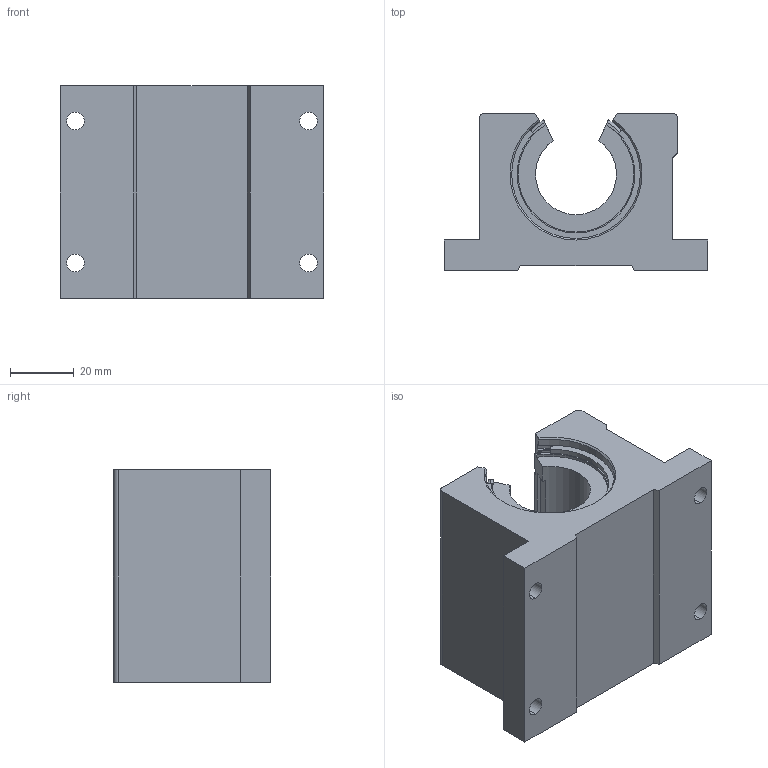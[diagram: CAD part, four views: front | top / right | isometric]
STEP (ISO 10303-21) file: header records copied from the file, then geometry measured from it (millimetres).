
FILE_DESCRIPTION (( 'STEP AP203' ), '1' );
FILE_NAME ('PillowBlock_28929DA96C.step', '2022-08-23T21:03:11', ( '' ), ( '' ), 'SwSTEP 2.0', 'SolidWorks 2019', '' );
FILE_SCHEMA (( 'CONFIG_CONTROL_DESIGN' ));
Length unit declared in the file: inch
Products named in the file (3): 4jzUItodQp_CADModel_0; PillowBlock_28929DA96C
Assembly tree (1 placements, depth 2):
  4jzUItodQp_CADModel_0
  PillowBlock_28929DA96C
    4jzUItodQp_CADModel_0
Bounding box: 82.55 x 49.23 x 66.67 mm (x, y, z)
Volume: 156633.4 mm3; surface area: 41772.2 mm2
Topology: 5 solids, 5 shells, 157 faces, 418 edges, 271 vertices
Faces by surface type: cylinder 74, plane 52, cone 21, torus 10
Entity records: 5338 total; most frequent: CARTESIAN_POINT 1025, DIRECTION 896, ORIENTED_EDGE 836, EDGE_CURVE 418, AXIS2_PLACEMENT_3D 344, VERTEX_POINT 271, LINE 208, VECTOR 208
